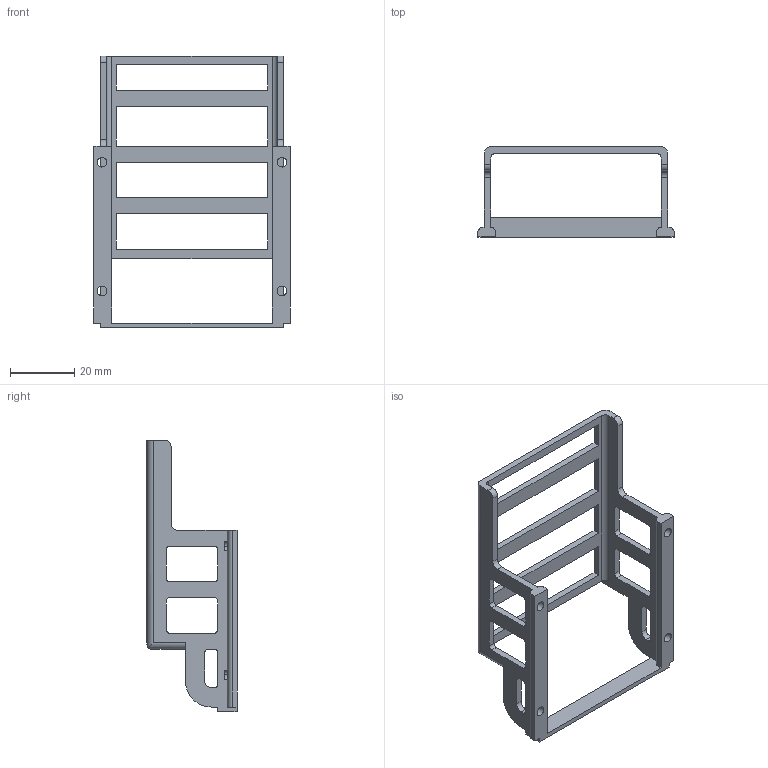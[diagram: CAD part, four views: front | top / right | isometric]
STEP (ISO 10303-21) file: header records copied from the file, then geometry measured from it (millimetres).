
FILE_DESCRIPTION((''),'2;1');
FILE_NAME('BODY_BRACKET_BATTERY_ALTERNATE','2023-02-07T',('HomePC'),(''),'PRO/ENGINEER BY PARAMETRIC TECHNOLOGY CORPORATION, 2009440','PRO/ENGINEER BY PARAMETRIC TECHNOLOGY CORPORATION, 2009440','');
FILE_SCHEMA(('CONFIG_CONTROL_DESIGN'));
Length unit declared in the file: millimetre
Products named in the file (1): BODY_BRACKET_BATTERY_ALTERNATE
Bounding box: 61 x 28 x 84.5 mm (x, y, z)
Volume: 8571.4 mm3; surface area: 10840.1 mm2
Topology: 1 solids, 1 shells, 126 faces, 390 edges, 264 vertices
Faces by surface type: plane 76, cylinder 50
Entity records: 4478 total; most frequent: CARTESIAN_POINT 832, ORIENTED_EDGE 772, DIRECTION 732, EDGE_CURVE 386, VECTOR 274, LINE 274, VERTEX_POINT 256, AXIS2_PLACEMENT_3D 229
